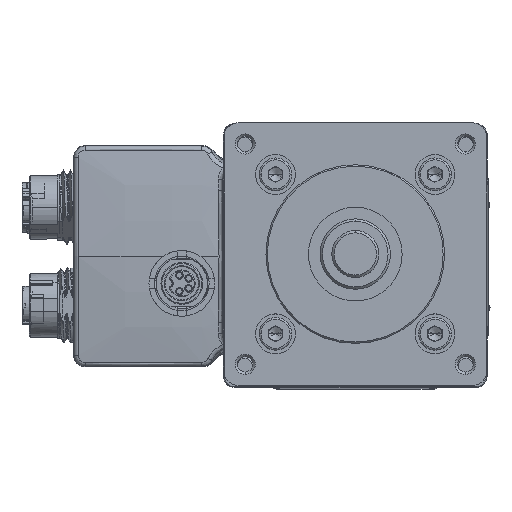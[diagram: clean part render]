
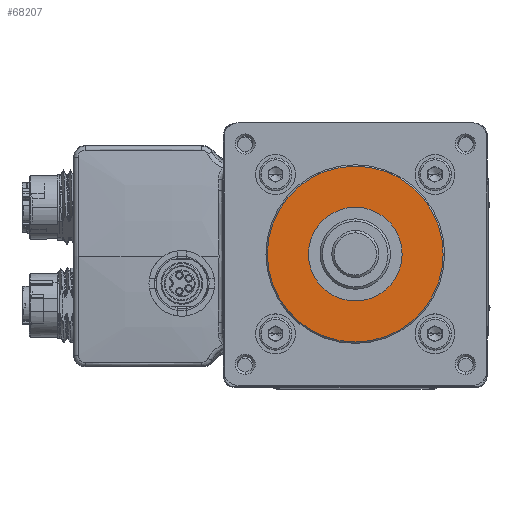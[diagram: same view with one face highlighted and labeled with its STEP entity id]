
A CAD part, top view. The second image highlights one B-rep face of the part: STEP entity #68207.
In plain terms, the highlighted face is planar.
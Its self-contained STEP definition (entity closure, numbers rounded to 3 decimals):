
#3006 = FACE_BOUND ( 'NONE', #32387, .T. ) ;
#5307 = AXIS2_PLACEMENT_3D ( 'NONE', #143359, #119298, #77625 ) ;
#8171 = AXIS2_PLACEMENT_3D ( 'NONE', #26319, #105121, #13236 ) ;
#12467 = DIRECTION ( 'NONE',  ( 0., -1., 0. ) ) ;
#13236 = DIRECTION ( 'NONE',  ( 0., 0., 1. ) ) ;
#15317 = VERTEX_POINT ( 'NONE', #108983 ) ;
#18313 = CIRCLE ( 'NONE', #139432, 10. ) ;
#22892 = DIRECTION ( 'NONE',  ( 0., 0., 1. ) ) ;
#26319 = CARTESIAN_POINT ( 'NONE',  ( 0., -4.5, 0. ) ) ;
#31221 = CIRCLE ( 'NONE', #112778, 10. ) ;
#32387 = EDGE_LOOP ( 'NONE', ( #73142, #113889 ) ) ;
#33091 = DIRECTION ( 'NONE',  ( 0., 0., -1. ) ) ;
#36246 = ORIENTED_EDGE ( 'NONE', *, *, #103672, .T. ) ;
#38332 = EDGE_CURVE ( 'NONE', #15317, #77938, #68200, .T. ) ;
#42637 = CARTESIAN_POINT ( 'NONE',  ( 0., -4.5, 0. ) ) ;
#52164 = CARTESIAN_POINT ( 'NONE',  ( 0., -4.5, 0. ) ) ;
#53377 = VERTEX_POINT ( 'NONE', #53522 ) ;
#53522 = CARTESIAN_POINT ( 'NONE',  ( 0., -4.5, -10. ) ) ;
#54249 = DIRECTION ( 'NONE',  ( 0., -1., 0. ) ) ;
#56952 = DIRECTION ( 'NONE',  ( 0., 0., -1. ) ) ;
#60575 = FACE_OUTER_BOUND ( 'NONE', #83916, .T. ) ;
#66224 = EDGE_CURVE ( 'NONE', #53377, #98166, #31221, .T. ) ;
#68200 = CIRCLE ( 'NONE', #5307, 18.75 ) ;
#68207 = ADVANCED_FACE ( 'NONE', ( #60575, #3006 ), #125570, .F. ) ;
#73142 = ORIENTED_EDGE ( 'NONE', *, *, #66224, .F. ) ;
#77625 = DIRECTION ( 'NONE',  ( 0., 0., 1. ) ) ;
#77938 = VERTEX_POINT ( 'NONE', #108357 ) ;
#79294 = ORIENTED_EDGE ( 'NONE', *, *, #38332, .T. ) ;
#83916 = EDGE_LOOP ( 'NONE', ( #79294, #36246 ) ) ;
#83929 = CIRCLE ( 'NONE', #109561, 18.75 ) ;
#86534 = EDGE_CURVE ( 'NONE', #98166, #53377, #18313, .T. ) ;
#98166 = VERTEX_POINT ( 'NONE', #144175 ) ;
#100750 = CARTESIAN_POINT ( 'NONE',  ( 0., -4.5, 0. ) ) ;
#103672 = EDGE_CURVE ( 'NONE', #77938, #15317, #83929, .T. ) ;
#105121 = DIRECTION ( 'NONE',  ( 0., 1., 0. ) ) ;
#108357 = CARTESIAN_POINT ( 'NONE',  ( 0., -4.5, -18.75 ) ) ;
#108983 = CARTESIAN_POINT ( 'NONE',  ( 0., -4.5, 18.75 ) ) ;
#109561 = AXIS2_PLACEMENT_3D ( 'NONE', #52164, #134491, #22892 ) ;
#112778 = AXIS2_PLACEMENT_3D ( 'NONE', #42637, #54249, #33091 ) ;
#113889 = ORIENTED_EDGE ( 'NONE', *, *, #86534, .F. ) ;
#119298 = DIRECTION ( 'NONE',  ( 0., -1., 0. ) ) ;
#125570 = PLANE ( 'NONE',  #8171 ) ;
#134491 = DIRECTION ( 'NONE',  ( 0., -1., 0. ) ) ;
#139432 = AXIS2_PLACEMENT_3D ( 'NONE', #100750, #12467, #56952 ) ;
#143359 = CARTESIAN_POINT ( 'NONE',  ( 0., -4.5, 0. ) ) ;
#144175 = CARTESIAN_POINT ( 'NONE',  ( 0., -4.5, 10. ) ) ;
